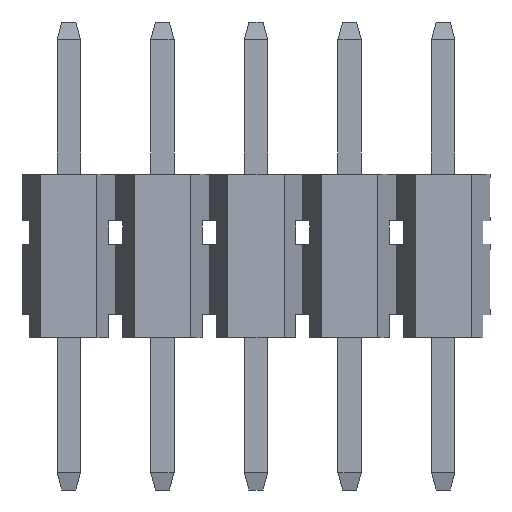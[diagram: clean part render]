
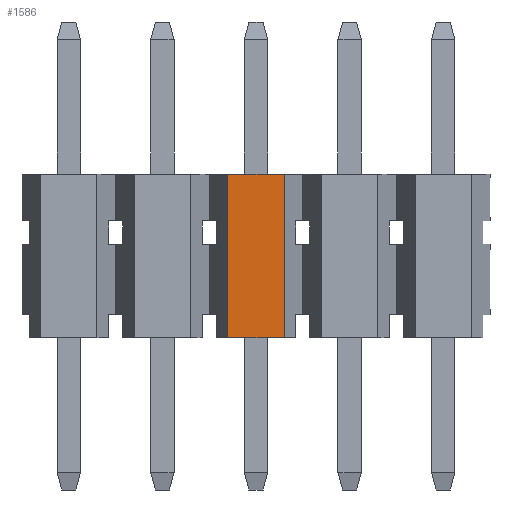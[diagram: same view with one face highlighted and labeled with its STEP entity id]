
A CAD part, front view. The second image highlights one B-rep face of the part: STEP entity #1586.
In plain terms, the highlighted planar face has unit normal (0, -1, 0).
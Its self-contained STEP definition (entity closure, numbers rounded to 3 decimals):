
#437 = VECTOR ( 'NONE', #3504, 1000. ) ;
#464 = ORIENTED_EDGE ( 'NONE', *, *, #3275, .T. ) ;
#522 = AXIS2_PLACEMENT_3D ( 'NONE', #1067, #1686, #4404 ) ;
#614 = CARTESIAN_POINT ( 'NONE',  ( -25.6, -2., 3. ) ) ;
#703 = VECTOR ( 'NONE', #6298, 1000. ) ;
#720 = DIRECTION ( 'NONE',  ( 0., 0., 1. ) ) ;
#1067 = CARTESIAN_POINT ( 'NONE',  ( -30., -2., 1.5 ) ) ;
#1267 = CARTESIAN_POINT ( 'NONE',  ( -24.4, -2., 1.5 ) ) ;
#1429 = CARTESIAN_POINT ( 'NONE',  ( -30., -2., 3. ) ) ;
#1477 = ORIENTED_EDGE ( 'NONE', *, *, #1776, .T. ) ;
#1586 = ADVANCED_FACE ( 'NONE', ( #5952 ), #2444, .F. ) ;
#1686 = DIRECTION ( 'NONE',  ( 0., 1., 0. ) ) ;
#1776 = EDGE_CURVE ( 'NONE', #6911, #7086, #8361, .T. ) ;
#2444 = PLANE ( 'NONE',  #522 ) ;
#2485 = ORIENTED_EDGE ( 'NONE', *, *, #5988, .F. ) ;
#3090 = VECTOR ( 'NONE', #720, 1000. ) ;
#3275 = EDGE_CURVE ( 'NONE', #6933, #6911, #3327, .T. ) ;
#3327 = LINE ( 'NONE', #7385, #437 ) ;
#3437 = LINE ( 'NONE', #1429, #3700 ) ;
#3504 = DIRECTION ( 'NONE',  ( 0., 0., -1. ) ) ;
#3700 = VECTOR ( 'NONE', #6152, 1000. ) ;
#4404 = DIRECTION ( 'NONE',  ( 0., 0., 1. ) ) ;
#5634 = CARTESIAN_POINT ( 'NONE',  ( -30., -2., -0.5 ) ) ;
#5952 = FACE_OUTER_BOUND ( 'NONE', #6257, .T. ) ;
#5983 = LINE ( 'NONE', #1267, #3090 ) ;
#5988 = EDGE_CURVE ( 'NONE', #6933, #6204, #3437, .T. ) ;
#6152 = DIRECTION ( 'NONE',  ( 1., 0., 0. ) ) ;
#6204 = VERTEX_POINT ( 'NONE', #8028 ) ;
#6257 = EDGE_LOOP ( 'NONE', ( #7850, #2485, #464, #1477 ) ) ;
#6298 = DIRECTION ( 'NONE',  ( 1., 0., 0. ) ) ;
#6804 = CARTESIAN_POINT ( 'NONE',  ( -25.6, -2., -0.5 ) ) ;
#6911 = VERTEX_POINT ( 'NONE', #6804 ) ;
#6933 = VERTEX_POINT ( 'NONE', #614 ) ;
#7086 = VERTEX_POINT ( 'NONE', #7624 ) ;
#7385 = CARTESIAN_POINT ( 'NONE',  ( -25.6, -2., 1.5 ) ) ;
#7624 = CARTESIAN_POINT ( 'NONE',  ( -24.4, -2., -0.5 ) ) ;
#7850 = ORIENTED_EDGE ( 'NONE', *, *, #7995, .T. ) ;
#7995 = EDGE_CURVE ( 'NONE', #7086, #6204, #5983, .T. ) ;
#8028 = CARTESIAN_POINT ( 'NONE',  ( -24.4, -2., 3. ) ) ;
#8361 = LINE ( 'NONE', #5634, #703 ) ;
